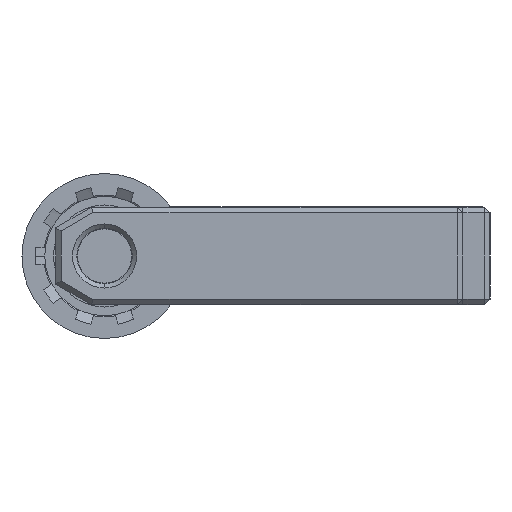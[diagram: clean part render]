
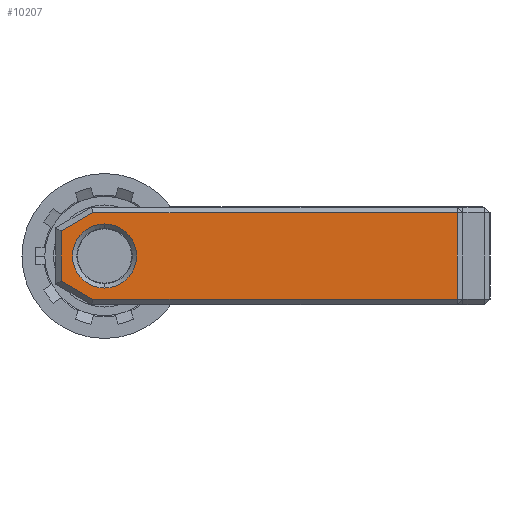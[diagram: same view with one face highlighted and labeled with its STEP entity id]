
A CAD part, left-side view. The second image highlights one B-rep face of the part: STEP entity #10207.
In plain terms, the highlighted planar face has unit normal (-1, 0, 0).
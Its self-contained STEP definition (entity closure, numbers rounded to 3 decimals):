
#249 = DIRECTION ( 'NONE',  ( 0., 1., 0. ) ) ;
#390 = EDGE_CURVE ( 'NONE', #9156, #2851, #11544, .T. ) ;
#589 = EDGE_LOOP ( 'NONE', ( #16609, #7190, #16065, #12096, #13188, #13322 ) ) ;
#633 = AXIS2_PLACEMENT_3D ( 'NONE', #10336, #4979, #10247 ) ;
#825 = CARTESIAN_POINT ( 'NONE',  ( -93.587, -17.5, 0.5 ) ) ;
#984 = VERTEX_POINT ( 'NONE', #17253 ) ;
#1814 = CARTESIAN_POINT ( 'NONE',  ( -93.587, 15.5, 1.55 ) ) ;
#1947 = CARTESIAN_POINT ( 'NONE',  ( -93.587, -17.5, 9. ) ) ;
#1985 = VERTEX_POINT ( 'NONE', #5472 ) ;
#2301 = CARTESIAN_POINT ( 'NONE',  ( -93.587, 19.5, 2.191 ) ) ;
#2788 = DIRECTION ( 'NONE',  ( 0., -0.866, -0.5 ) ) ;
#2851 = VERTEX_POINT ( 'NONE', #1814 ) ;
#3176 = FACE_OUTER_BOUND ( 'NONE', #589, .T. ) ;
#3258 = LINE ( 'NONE', #8629, #11311 ) ;
#3321 = VERTEX_POINT ( 'NONE', #5012 ) ;
#3460 = LINE ( 'NONE', #5123, #11086 ) ;
#4021 = CARTESIAN_POINT ( 'NONE',  ( -93.587, 19.75, 6.665 ) ) ;
#4141 = EDGE_CURVE ( 'NONE', #4576, #7382, #3460, .T. ) ;
#4576 = VERTEX_POINT ( 'NONE', #17010 ) ;
#4979 = DIRECTION ( 'NONE',  ( 1., 0., 0. ) ) ;
#5012 = CARTESIAN_POINT ( 'NONE',  ( -93.587, -17., 8.5 ) ) ;
#5123 = CARTESIAN_POINT ( 'NONE',  ( -93.587, 19.5, 1.902 ) ) ;
#5244 = CARTESIAN_POINT ( 'NONE',  ( -93.587, 15.5, 4.5 ) ) ;
#5418 = LINE ( 'NONE', #4021, #15505 ) ;
#5472 = CARTESIAN_POINT ( 'NONE',  ( -93.587, -17., 0.5 ) ) ;
#5813 = DIRECTION ( 'NONE',  ( 0., 1., 0. ) ) ;
#5902 = EDGE_CURVE ( 'NONE', #984, #1985, #7759, .T. ) ;
#6441 = EDGE_CURVE ( 'NONE', #3321, #12165, #16265, .T. ) ;
#7073 = CIRCLE ( 'NONE', #633, 2.95 ) ;
#7190 = ORIENTED_EDGE ( 'NONE', *, *, #8649, .T. ) ;
#7200 = CARTESIAN_POINT ( 'NONE',  ( -93.587, 16.572, 8.5 ) ) ;
#7207 = PLANE ( 'NONE',  #14971 ) ;
#7324 = AXIS2_PLACEMENT_3D ( 'NONE', #5244, #7462, #13334 ) ;
#7382 = VERTEX_POINT ( 'NONE', #2301 ) ;
#7414 = ORIENTED_EDGE ( 'NONE', *, *, #9783, .T. ) ;
#7462 = DIRECTION ( 'NONE',  ( 1., 0., 0. ) ) ;
#7759 = LINE ( 'NONE', #825, #11976 ) ;
#7848 = VECTOR ( 'NONE', #2788, 1000. ) ;
#8334 = EDGE_LOOP ( 'NONE', ( #11824, #7414 ) ) ;
#8629 = CARTESIAN_POINT ( 'NONE',  ( -93.587, -17., 9. ) ) ;
#8649 = EDGE_CURVE ( 'NONE', #7382, #984, #9477, .T. ) ;
#9079 = DIRECTION ( 'NONE',  ( 0., 0., -1. ) ) ;
#9156 = VERTEX_POINT ( 'NONE', #16212 ) ;
#9459 = EDGE_CURVE ( 'NONE', #12165, #4576, #5418, .T. ) ;
#9477 = LINE ( 'NONE', #14831, #7848 ) ;
#9783 = EDGE_CURVE ( 'NONE', #2851, #9156, #7073, .T. ) ;
#10207 = ADVANCED_FACE ( 'NONE', ( #11170, #3176 ), #7207, .F. ) ;
#10247 = DIRECTION ( 'NONE',  ( 0., 1., 0. ) ) ;
#10336 = CARTESIAN_POINT ( 'NONE',  ( -93.587, 15.5, 4.5 ) ) ;
#10354 = EDGE_CURVE ( 'NONE', #1985, #3321, #3258, .T. ) ;
#11081 = DIRECTION ( 'NONE',  ( 1., 0., 0. ) ) ;
#11086 = VECTOR ( 'NONE', #9079, 1000. ) ;
#11170 = FACE_BOUND ( 'NONE', #8334, .T. ) ;
#11311 = VECTOR ( 'NONE', #12313, 1000. ) ;
#11544 = CIRCLE ( 'NONE', #7324, 2.95 ) ;
#11824 = ORIENTED_EDGE ( 'NONE', *, *, #390, .T. ) ;
#11976 = VECTOR ( 'NONE', #14280, 1000. ) ;
#12096 = ORIENTED_EDGE ( 'NONE', *, *, #10354, .T. ) ;
#12165 = VERTEX_POINT ( 'NONE', #7200 ) ;
#12313 = DIRECTION ( 'NONE',  ( 0., 0., 1. ) ) ;
#13188 = ORIENTED_EDGE ( 'NONE', *, *, #6441, .T. ) ;
#13322 = ORIENTED_EDGE ( 'NONE', *, *, #9459, .T. ) ;
#13334 = DIRECTION ( 'NONE',  ( 0., 1., 0. ) ) ;
#13631 = CARTESIAN_POINT ( 'NONE',  ( -93.587, -17.5, 8.5 ) ) ;
#13658 = VECTOR ( 'NONE', #249, 1000. ) ;
#14280 = DIRECTION ( 'NONE',  ( 0., -1., 0. ) ) ;
#14569 = DIRECTION ( 'NONE',  ( 0., 0.866, -0.5 ) ) ;
#14831 = CARTESIAN_POINT ( 'NONE',  ( -93.587, 16.456, 0.433 ) ) ;
#14971 = AXIS2_PLACEMENT_3D ( 'NONE', #1947, #11081, #5813 ) ;
#15505 = VECTOR ( 'NONE', #14569, 1000. ) ;
#16065 = ORIENTED_EDGE ( 'NONE', *, *, #5902, .T. ) ;
#16212 = CARTESIAN_POINT ( 'NONE',  ( -93.587, 15.5, 7.45 ) ) ;
#16265 = LINE ( 'NONE', #13631, #13658 ) ;
#16609 = ORIENTED_EDGE ( 'NONE', *, *, #4141, .T. ) ;
#17010 = CARTESIAN_POINT ( 'NONE',  ( -93.587, 19.5, 6.809 ) ) ;
#17253 = CARTESIAN_POINT ( 'NONE',  ( -93.587, 16.572, 0.5 ) ) ;
